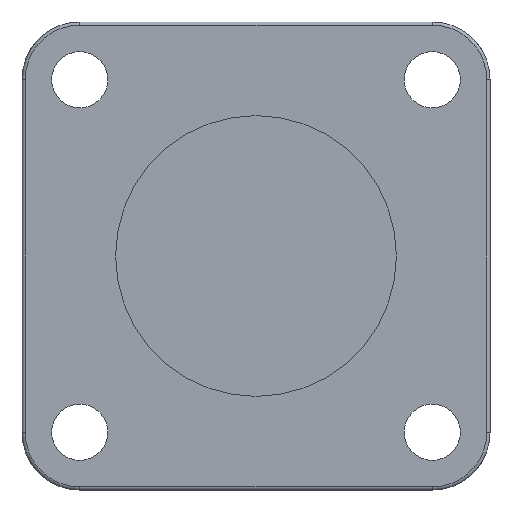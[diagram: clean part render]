
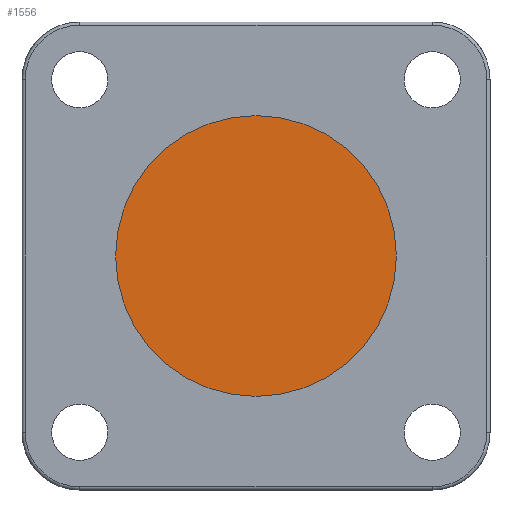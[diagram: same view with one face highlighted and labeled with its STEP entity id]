
A CAD part, front view. The second image highlights one B-rep face of the part: STEP entity #1556.
In plain terms, the highlighted planar face has unit normal (0, -1, 0).
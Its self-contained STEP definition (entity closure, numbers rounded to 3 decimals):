
#34 = CIRCLE ( 'NONE', #2855, 22.5 ) ;
#68 = CARTESIAN_POINT ( 'NONE',  ( 0., 5., -22.5 ) ) ;
#342 = EDGE_CURVE ( 'NONE', #4399, #4429, #5280, .T. ) ;
#559 = EDGE_CURVE ( 'NONE', #4429, #4399, #34, .T. ) ;
#613 = ORIENTED_EDGE ( 'NONE', *, *, #342, .T. ) ;
#954 = PLANE ( 'NONE',  #2505 ) ;
#1001 = DIRECTION ( 'NONE',  ( 0., 0., -1. ) ) ;
#1038 = CARTESIAN_POINT ( 'NONE',  ( 0., 5., 22.5 ) ) ;
#1437 = DIRECTION ( 'NONE',  ( 0., -1., 0. ) ) ;
#1556 = ADVANCED_FACE ( 'NONE', ( #4532 ), #954, .T. ) ;
#2505 = AXIS2_PLACEMENT_3D ( 'NONE', #3933, #1437, #2710 ) ;
#2710 = DIRECTION ( 'NONE',  ( 0., 0., -1. ) ) ;
#2855 = AXIS2_PLACEMENT_3D ( 'NONE', #4234, #3024, #3442 ) ;
#3024 = DIRECTION ( 'NONE',  ( 0., -1., 0. ) ) ;
#3173 = DIRECTION ( 'NONE',  ( 0., -1., 0. ) ) ;
#3296 = AXIS2_PLACEMENT_3D ( 'NONE', #3571, #3173, #1001 ) ;
#3442 = DIRECTION ( 'NONE',  ( 0., 0., -1. ) ) ;
#3571 = CARTESIAN_POINT ( 'NONE',  ( 0., 5., 0. ) ) ;
#3933 = CARTESIAN_POINT ( 'NONE',  ( 0., 5., 0. ) ) ;
#4234 = CARTESIAN_POINT ( 'NONE',  ( 0., 5., 0. ) ) ;
#4377 = EDGE_LOOP ( 'NONE', ( #613, #4814 ) ) ;
#4399 = VERTEX_POINT ( 'NONE', #68 ) ;
#4429 = VERTEX_POINT ( 'NONE', #1038 ) ;
#4532 = FACE_OUTER_BOUND ( 'NONE', #4377, .T. ) ;
#4814 = ORIENTED_EDGE ( 'NONE', *, *, #559, .T. ) ;
#5280 = CIRCLE ( 'NONE', #3296, 22.5 ) ;
